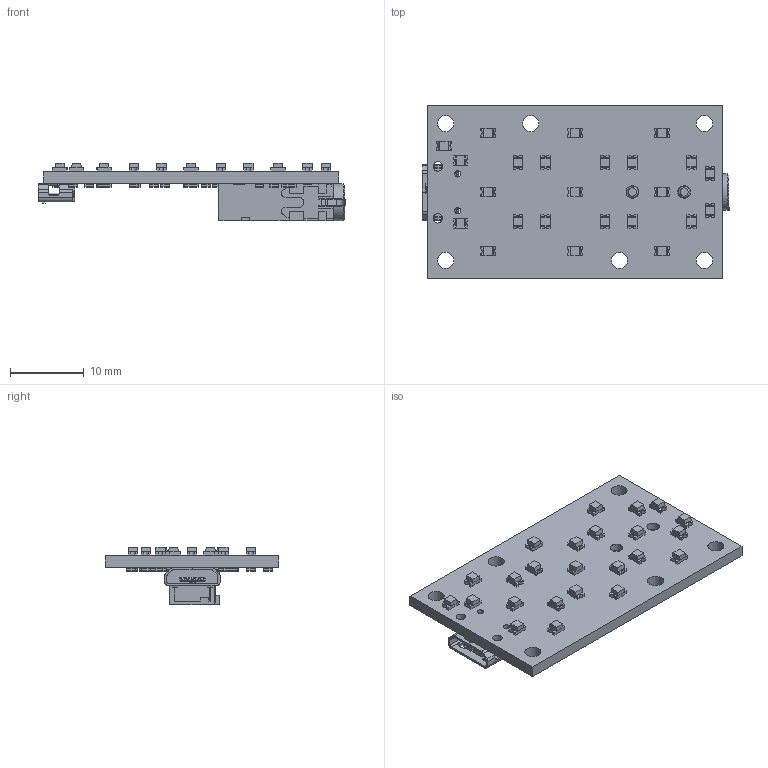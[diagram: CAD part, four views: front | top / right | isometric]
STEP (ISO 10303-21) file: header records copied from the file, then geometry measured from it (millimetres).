
FILE_DESCRIPTION(('KiCad electronic assembly'),'2;1');
FILE_NAME('POxiM-displaytester.step','2020-05-15T18:22:26',('An Author') ,('A Company'),'Open CASCADE STEP processor 6.9', 'KiCad to STEP converter','Unknown');
FILE_SCHEMA(('AUTOMOTIVE_DESIGN { 1 0 10303 214 1 1 1 1 }'));
Length unit declared in the file: millimetre
Products named in the file (10): Open CASCADE STEP translator 6.9 1; R_0805_2012Metric; SOLID; LED_0805_2012Metric_Castellated; CUI_DEVICES_SJ-43514-SMT-TR; 1050171001; COMPOUND
Assembly tree (55 placements, depth 3):
  Open CASCADE STEP translator 6.9 1
    R_0805_2012Metric  x24
      SOLID
    LED_0805_2012Metric_Castellated  x24
      SOLID
    CUI_DEVICES_SJ-43514-SMT-TR
      SOLID
    1050171001
      COMPOUND
    COMPOUND
Bounding box: 41.65 x 23.5 x 7.8 mm (x, y, z)
Volume: 2015.6 mm3; surface area: 3397.8 mm2
Topology: 51 solids, 51 shells, 2123 faces, 5879 edges, 3939 vertices
Faces by surface type: plane 1431, cylinder 681, torus 4, sphere 4, cone 3
Full cylindrical faces by diameter (mm): 0.85 x2, 1.3 x2, 1.7 x2, 2.2 x6
Entity records: 50491 total; most frequent: CARTESIAN_POINT 9778, DIRECTION 7388, LINE 5014, VECTOR 5014, ORIENTED_EDGE 3824, PCURVE 3824, DEFINITIONAL_REPRESENTATION 3824, EDGE_CURVE 1912
